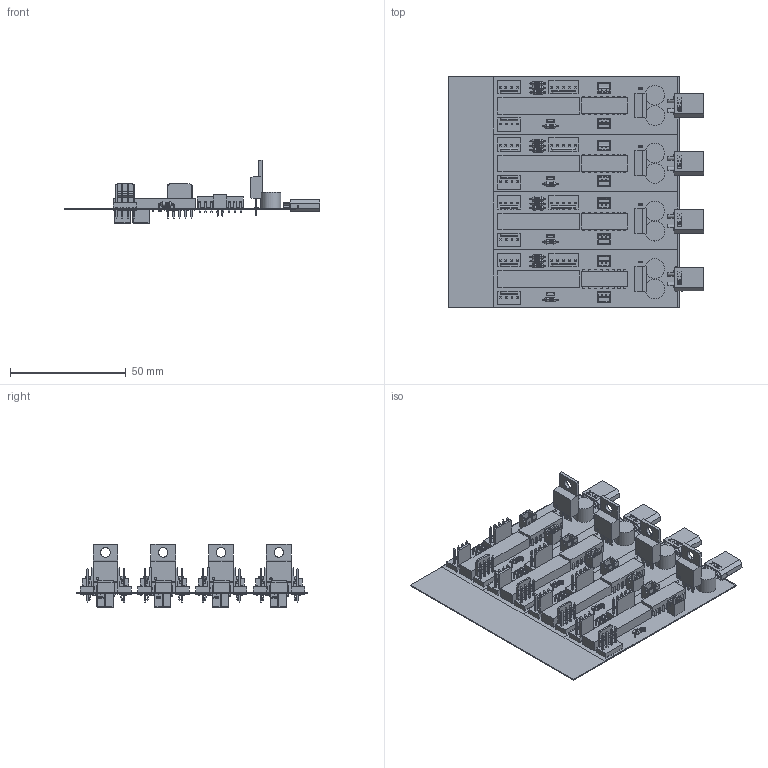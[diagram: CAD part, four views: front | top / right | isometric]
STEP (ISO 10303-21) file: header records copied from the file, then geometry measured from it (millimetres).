
FILE_DESCRIPTION(('Open CASCADE Model'),'2;1');
FILE_NAME('Open CASCADE Shape Model','2022-01-14T17:55:37',('Author'),( 'Open CASCADE'),'Open CASCADE STEP processor 6.8','Open CASCADE 6.8' ,'Unknown');
FILE_SCHEMA(('AUTOMOTIVE_DESIGN { 1 0 10303 214 1 1 1 1 }'));
Length unit declared in the file: millimetre
Products named in the file (76): PCB; Board; Open CASCADE STEP translator 6.8 5.1.1; Embedded_Board_Array_"
LinearActuator_PCB.PcbDoc"_(19.318mm,0.119mm)_on_Mechanical_1; LinearActuator_PCB.PcbDoc.step; Open_CASCADE_STEP_translator_6.8_4.1.1; Open_CASCADE_STEP_translator_6.8_4.1.1.1; C7; cap_0603; C6; C5; P2; 62000211622; 6200xx11622_PIN; Y1; CSTCE12M0G15L99-R0--3DModel-STEP-56544; U3; 6420642912; Extruded; U2; 6420647072; 6420647232; 6420647392; 6420647552; U1; User_Library-TO-220AB; User_Library-TO-220AB_Box002; User_Library-TO-220AB_Box004; User_Library-TO-220AB_Box006; User_Library-TO-220AB_Cut; User_Library-TO-220AB_Chamfer003; User_Library-TO-220AB_Chamfer004; User_Library-TO-220AB_Chamfer005; User_Library-TO-220AB_Cylinder002; User_Library-TO-220AB_Cut001; R6; Res_Normal_(0.25W); R5; R4; R3 ...
Assembly tree (142 placements, depth 5):
  PCB
    Board
      Open CASCADE STEP translator 6.8 5.1.1
  Embedded_Board_Array_"
LinearActuator_PCB.PcbDoc"_(19.318mm,0.119mm)_on_Mechanical_1
    LinearActuator_PCB.PcbDoc.step  x4
      Board
        Open_CASCADE_STEP_translator_6.8_4.1.1
          Open_CASCADE_STEP_translator_6.8_4.1.1.1
      C7
        cap_0603
      C6
        cap_0603
      C5
        cap_0603
      P2
        62000211622
          62000211622
          6200xx11622_PIN  x2
      Y1
        CSTCE12M0G15L99-R0--3DModel-STEP-56544
      U3
        6420642912
          Extruded
      U2
        6420647072  x16
          Extruded
        6420647232  x16
          Extruded
        6420647392  x16
          Extruded
        6420647552
          Extruded
      U1
        User_Library-TO-220AB
          User_Library-TO-220AB_Box002
          User_Library-TO-220AB_Box004
          User_Library-TO-220AB_Box006
          User_Library-TO-220AB_Cut
          User_Library-TO-220AB_Chamfer003
          User_Library-TO-220AB_Chamfer004
          User_Library-TO-220AB_Chamfer005
          User_Library-TO-220AB_Cylinder002
          User_Library-TO-220AB_Cut001
      R6
        Res_Normal_(0.25W)
      R5
        Res_Normal_(0.25W)
      R4
        Res_Normal_(0.25W)
      R3
        Res_Normal_(0.25W)
      R2
        Res_Normal_(0.25W)
      R1
        Res_Normal_(0.25W)
      Q2
        Trans_Vishay_Semiconductor_Opto_Division_CNY70_eec
          body
          terminals
          emitter
Bounding box: 110.42 x 100.12 x 27.27 mm (x, y, z)
Volume: 27770.4 mm3; surface area: 65922.2 mm2
Topology: 541 solids, 541 shells, 8438 faces, 19256 edges, 11896 vertices
Faces by surface type: plane 6198, cylinder 912, torus 568, bspline 312, sphere 208, revolution 144, cone 96
Full cylindrical faces by diameter (mm): 0.3 x8, 8.5 x8
Entity records: 33788 total; most frequent: CARTESIAN_POINT 6734, ORIENTED_EDGE 4448, DIRECTION 4340, EDGE_CURVE 2224, LINE 1850, VECTOR 1850, VERTEX_POINT 1430, AXIS2_PLACEMENT_3D 1242
